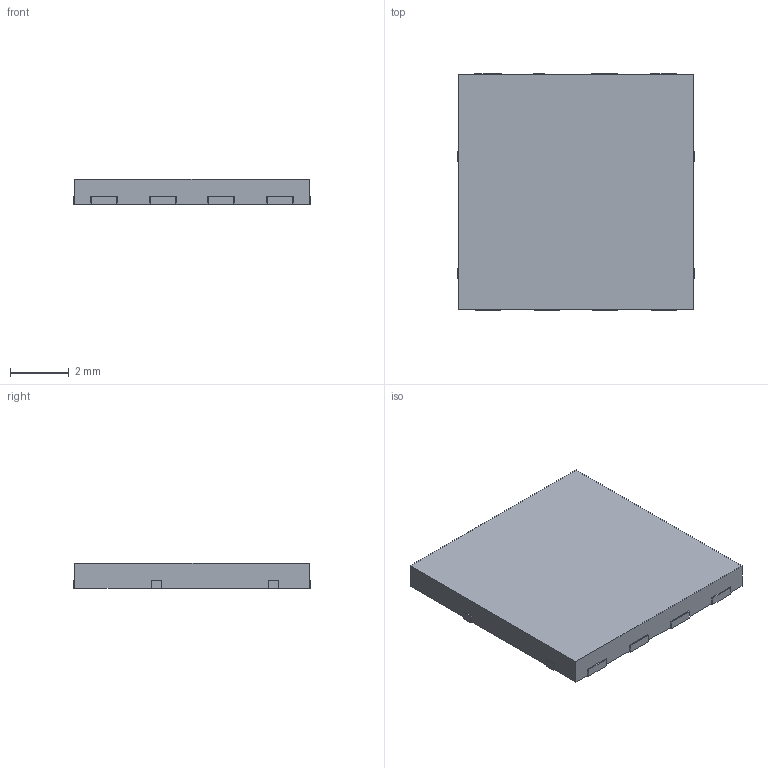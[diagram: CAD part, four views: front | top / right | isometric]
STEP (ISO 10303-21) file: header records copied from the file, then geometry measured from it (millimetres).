
FILE_DESCRIPTION(/* description */ ('Unknown'),/* implementation_level */ '2;1');
FILE_NAME(/* name */ 'FDMT80080DC',/* time_stamp */ '2024-01-17T15:00:17+02:00',/* author */ ('Unknown'),/* organization */ ('Unknown'),/* preprocessor_version */ 'ST-DEVELOPER v18.102',/* originating_system */ 'Solid Edge',/* authorisation */ 'Unknown');
FILE_SCHEMA (('AUTOMOTIVE_DESIGN {1 0 10303 214 3 1 1}'));
Length unit declared in the file: millimetre
Products named in the file (1): FDMT80080DC
Bounding box: 8.07 x 8.06 x 0.88 mm (x, y, z)
Volume: 55.7 mm3; surface area: 157.3 mm2
Topology: 1 solids, 1 shells, 114 faces, 336 edges, 224 vertices
Faces by surface type: plane 99, cylinder 15
Entity records: 4572 total; most frequent: CARTESIAN_POINT 675, ORIENTED_EDGE 672, DIRECTION 596, EDGE_CURVE 336, LINE 306, VECTOR 306, VERTEX_POINT 224, AXIS2_PLACEMENT_3D 145
